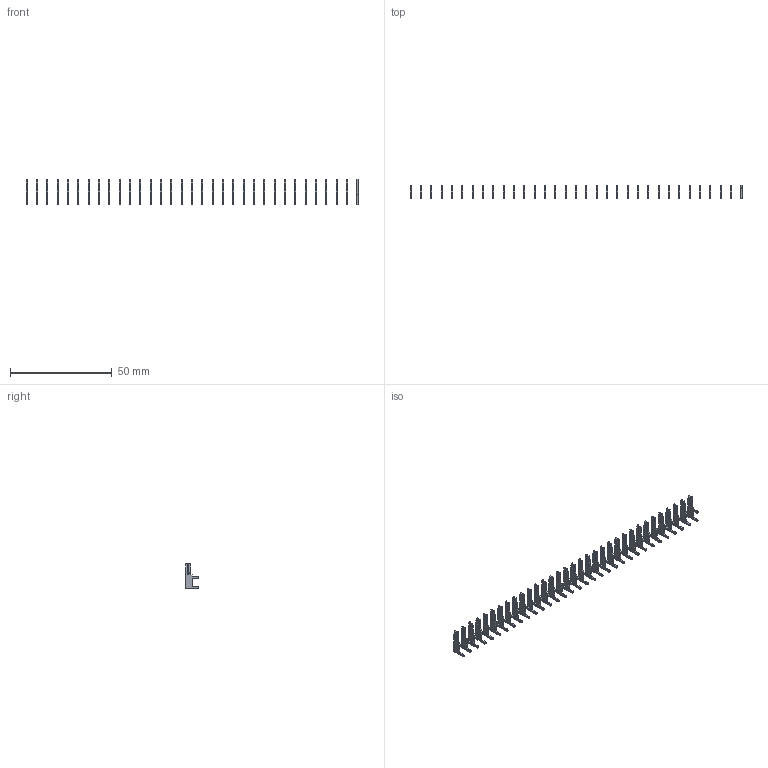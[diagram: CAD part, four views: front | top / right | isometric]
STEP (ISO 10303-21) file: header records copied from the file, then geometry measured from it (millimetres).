
FILE_DESCRIPTION (( 'STEP AP203' ), '1' );
FILE_NAME ('105-033-203-200.STEP', '2020-08-29T23:42:06', ( '' ), ( '' ), 'SwSTEP 2.0', 'SolidWorks 2020', '' );
FILE_SCHEMA (( 'CONFIG_CONTROL_DESIGN' ));
Length unit declared in the file: inch
Products named in the file (2): 105-033-203-200; 100-290-001_100-290-203
Assembly tree (33 placements, depth 2):
  105-033-203-200
    100-290-001_100-290-203  x33
Bounding box: 163.16 x 6.53 x 12.7 mm (x, y, z)
Volume: 833.1 mm3; surface area: 3818.7 mm2
Topology: 33 solids, 33 shells, 924 faces, 2574 edges, 1716 vertices
Faces by surface type: plane 693, cylinder 231
Entity records: 2120 total; most frequent: DIRECTION 216, CARTESIAN_POINT 206, ORIENTED_EDGE 156, EDGE_CURVE 78, AXIS2_PLACEMENT_3D 78, DATE_AND_TIME 76, COORDINATED_UNIVERSAL_TIME_OFFSET 76, LOCAL_TIME 76
